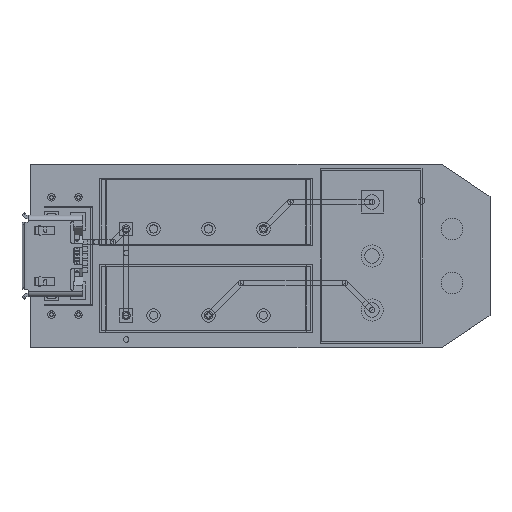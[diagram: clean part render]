
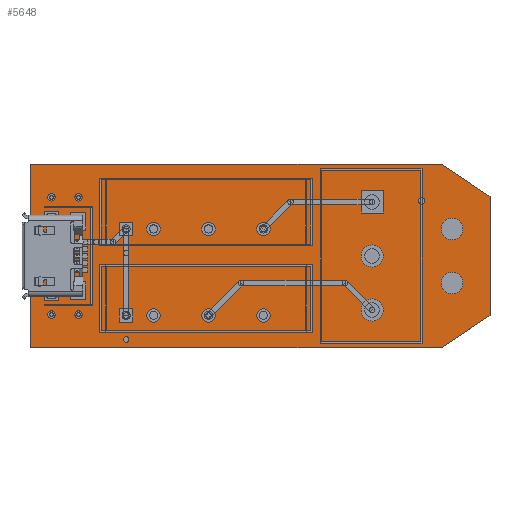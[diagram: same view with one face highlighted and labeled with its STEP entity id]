
A CAD part, top view. The second image highlights one B-rep face of the part: STEP entity #5648.
In plain terms, the highlighted planar face has unit normal (0, 0, 1).
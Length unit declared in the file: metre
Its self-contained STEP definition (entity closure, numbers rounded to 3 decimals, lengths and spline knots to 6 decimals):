
#5648 = ADVANCED_FACE( '', ( #12114 ), #12115, .T. );
#6562 = EDGE_CURVE( '', #12786, #13490, #13491, .T. );
#6792 = EDGE_CURVE( '', #13819, #13820, #13821, .T. );
#7066 = EDGE_CURVE( '', #12131, #13819, #14197, .T. );
#8966 = EDGE_CURVE( '', #15645, #12131, #16642, .T. );
#8978 = EDGE_CURVE( '', #13490, #15645, #16656, .T. );
#9104 = EDGE_CURVE( '', #13820, #12786, #16810, .T. );
#12114 = FACE_OUTER_BOUND( '', #20092, .T. );
#12115 = PLANE( '', #20093 );
#12131 = VERTEX_POINT( '', #20113 );
#12786 = VERTEX_POINT( '', #21036 );
#13490 = VERTEX_POINT( '', #22028 );
#13491 = LINE( '', #22029, #22030 );
#13819 = VERTEX_POINT( '', #22489 );
#13820 = VERTEX_POINT( '', #22490 );
#13821 = LINE( '', #22491, #22492 );
#14197 = LINE( '', #23042, #23043 );
#15645 = VERTEX_POINT( '', #25158 );
#16642 = LINE( '', #26620, #26621 );
#16656 = LINE( '', #26641, #26642 );
#16810 = LINE( '', #26871, #26872 );
#20092 = EDGE_LOOP( '', ( #29792, #29793, #29794, #29795, #29796, #29797 ) );
#20093 = AXIS2_PLACEMENT_3D( '', #29798, #29799, #29800 );
#20113 = CARTESIAN_POINT( '', ( 0., 0.017, -0.000035 ) );
#21036 = CARTESIAN_POINT( '', ( 0.0425, 0.003, -0.000035 ) );
#22028 = CARTESIAN_POINT( '', ( 0.038, 0., -0.000035 ) );
#22029 = CARTESIAN_POINT( '', ( 0.0425, 0.003, -0.000035 ) );
#22030 = VECTOR( '', #31470, 1. );
#22489 = CARTESIAN_POINT( '', ( 0.038, 0.017, -0.000035 ) );
#22490 = CARTESIAN_POINT( '', ( 0.0425, 0.014, -0.000035 ) );
#22491 = CARTESIAN_POINT( '', ( 0.038, 0.017, -0.000035 ) );
#22492 = VECTOR( '', #31898, 1. );
#23042 = CARTESIAN_POINT( '', ( 0., 0.017, -0.000035 ) );
#23043 = VECTOR( '', #32426, 1. );
#25158 = CARTESIAN_POINT( '', ( 0., 0., -0.000035 ) );
#26620 = CARTESIAN_POINT( '', ( 0., 0., -0.000035 ) );
#26621 = VECTOR( '', #36038, 1. );
#26641 = CARTESIAN_POINT( '', ( 0.038, 0., -0.000035 ) );
#26642 = VECTOR( '', #36060, 1. );
#26871 = CARTESIAN_POINT( '', ( 0.0425, 0.014, -0.000035 ) );
#26872 = VECTOR( '', #36268, 1. );
#29792 = ORIENTED_EDGE( '', *, *, #8978, .F. );
#29793 = ORIENTED_EDGE( '', *, *, #6562, .F. );
#29794 = ORIENTED_EDGE( '', *, *, #9104, .F. );
#29795 = ORIENTED_EDGE( '', *, *, #6792, .F. );
#29796 = ORIENTED_EDGE( '', *, *, #7066, .F. );
#29797 = ORIENTED_EDGE( '', *, *, #8966, .F. );
#29798 = CARTESIAN_POINT( '', ( 0., 0., -0.000035 ) );
#29799 = DIRECTION( '', ( 0., 0., 1. ) );
#29800 = DIRECTION( '', ( 1., 0., 0. ) );
#31470 = DIRECTION( '', ( -0.832, -0.555, 0. ) );
#31898 = DIRECTION( '', ( 0.832, -0.555, 0. ) );
#32426 = DIRECTION( '', ( 1., 0., 0. ) );
#36038 = DIRECTION( '', ( 0., 1., 0. ) );
#36060 = DIRECTION( '', ( -1., 0., 0. ) );
#36268 = DIRECTION( '', ( 0., -1., 0. ) );
